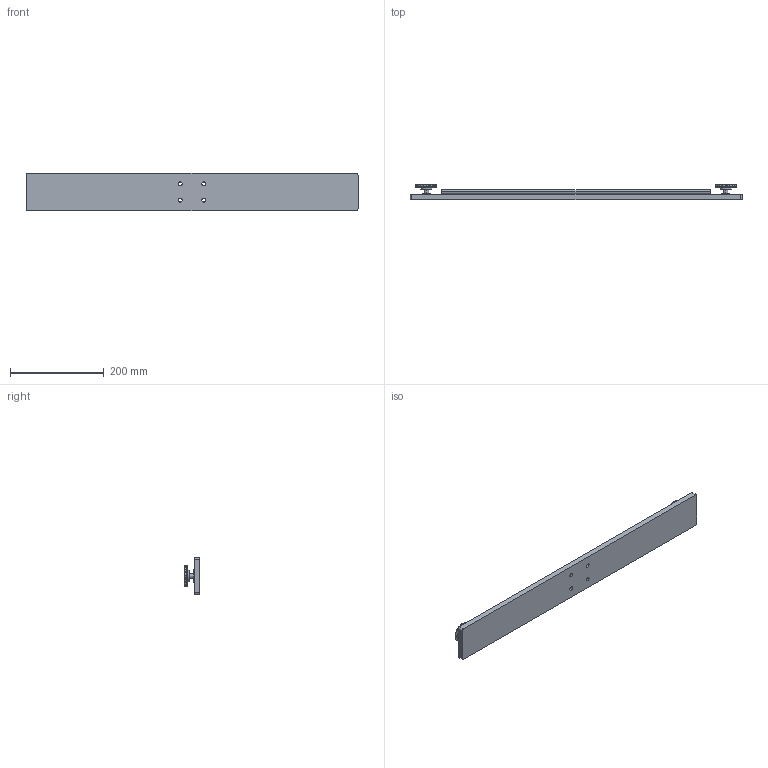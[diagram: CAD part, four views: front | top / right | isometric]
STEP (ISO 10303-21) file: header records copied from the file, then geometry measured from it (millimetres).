
FILE_DESCRIPTION (( 'STEP AP203' ), '1' );
FILE_NAME ('T-Fuß.STEP', '2016-04-15T08:38:07', ( 'admin' ), ( 'Hewlett-Packard Company' ), 'SwSTEP 2.0', 'SolidWorks 2014', '' );
FILE_SCHEMA (( 'CONFIG_CONTROL_DESIGN' ));
Length unit declared in the file: millimetre
Products named in the file (1): T-Fuß
Bounding box: 710 x 33.8 x 80 mm (x, y, z)
Volume: 746236.7 mm3; surface area: 159431.6 mm2
Topology: 1 solids, 1 shells, 373 faces, 874 edges, 444 vertices
Faces by surface type: cylinder 145, torus 104, sphere 96, plane 24, cone 4
Entity records: 10191 total; most frequent: DIRECTION 2160, CARTESIAN_POINT 1612, ORIENTED_EDGE 1588, AXIS2_PLACEMENT_3D 992, EDGE_CURVE 794, CIRCLE 618, VERTEX_POINT 444, EDGE_LOOP 402
